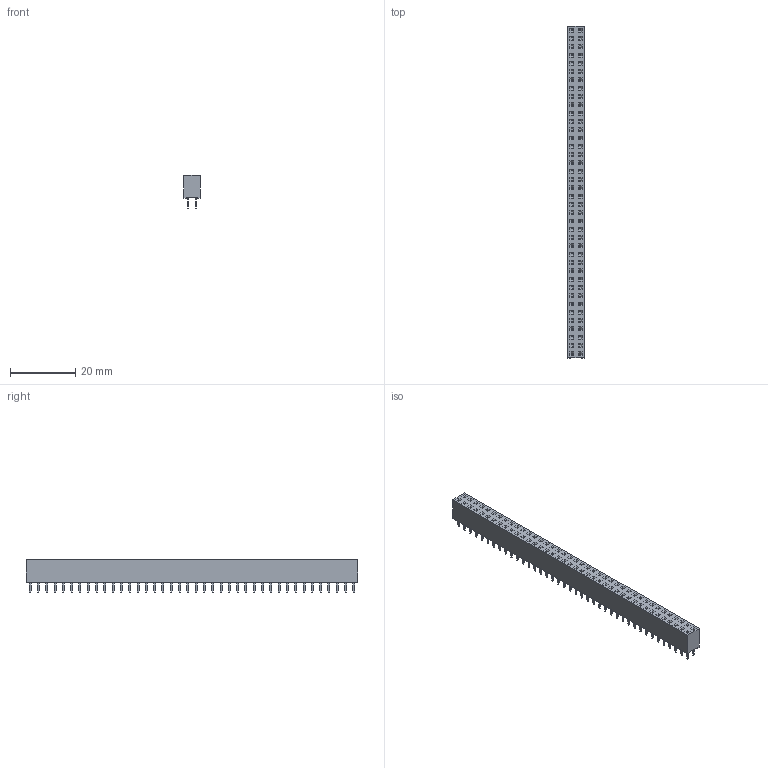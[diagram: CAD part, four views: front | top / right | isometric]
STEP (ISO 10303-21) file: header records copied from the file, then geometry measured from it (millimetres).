
FILE_DESCRIPTION(/* description */ ('model of PinSocket_2x40_P2.54mm_Vertical'),/* implementation_level */ '2;1');
FILE_NAME(/* name */ 'PinSocket_2x40_P2.54mm_Vertical.step',/* time_stamp */ '2017-11-27T01:44:59',/* author */ ('Terje Io','https://github.com/terjeio'),/* organization */ ('FreeCAD'),/* preprocessor_version */ 'OCC',/* originating_system */ 'kicad StepUp',/* authorisation */ '');
FILE_SCHEMA(('AUTOMOTIVE_DESIGN_CC2 { 1 2 10303 214 -1 1 5 4 }'));
Products named in the file (1): PinSocket_2x40_P254mm_Vertical
Bounding box: 5.08 x 101.6 x 10.1 mm (x, y, z)
Volume: 3397.8 mm3; surface area: 4214 mm2
Topology: 1 solids, 1 shells, 2490 faces, 6424 edges, 4176 vertices
Faces by surface type: plane 2490
Entity records: 91171 total; most frequent: CARTESIAN_POINT 13091, ORIENTED_EDGE 12848, DIRECTION 11406, EDGE_CURVE 6424, LINE 6424, VECTOR 6424, VERTEX_POINT 4176, FACE_BOUND 2730
